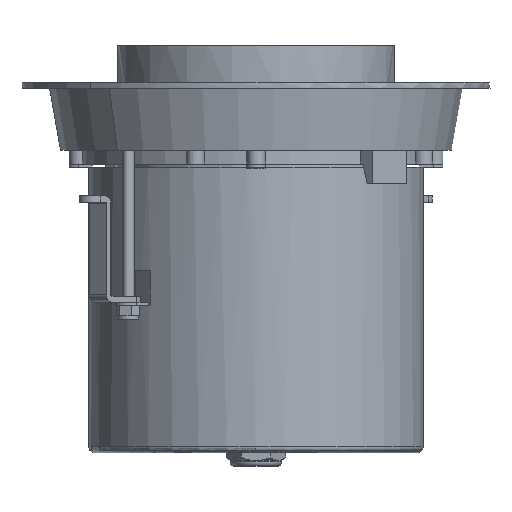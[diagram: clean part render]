
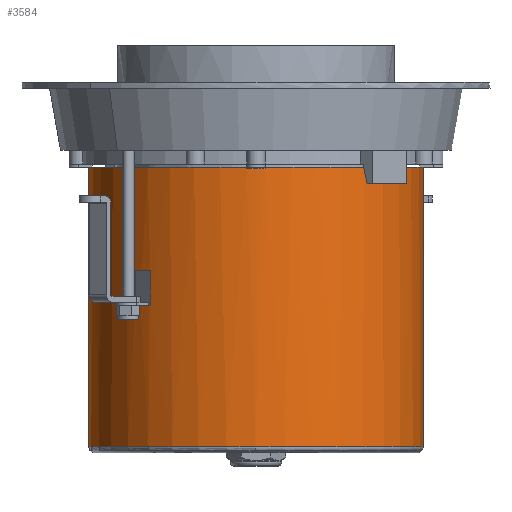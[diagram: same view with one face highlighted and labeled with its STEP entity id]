
A CAD part, front view. The second image highlights one B-rep face of the part: STEP entity #3584.
In plain terms, the highlighted cylindrical face has radius 55 mm (diameter 110 mm), a partial arc.
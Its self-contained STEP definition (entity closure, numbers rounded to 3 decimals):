
#899=CARTESIAN_POINT('',(0.,0.,-6.5));
#900=DIRECTION('',(0.,0.,1.));
#901=DIRECTION('',(1.,-0.005,0.));
#902=AXIS2_PLACEMENT_3D('',#899,#900,#901);
#904=CARTESIAN_POINT('',(0.,0.,-6.5));
#905=DIRECTION('',(0.,0.,1.));
#906=DIRECTION('',(0.999,-0.055,0.));
#907=AXIS2_PLACEMENT_3D('',#904,#905,#906);
#921=CARTESIAN_POINT('',(54.918,-3.,-6.5));
#923=DIRECTION('',(0.,0.,-1.));
#924=VECTOR('',#923,11.5);
#925=CARTESIAN_POINT('',(-34.807,-42.585,-40.));
#926=LINE('',#925,#924);
#927=DIRECTION('',(0.,0.,1.));
#928=VECTOR('',#927,11.5);
#929=CARTESIAN_POINT('',(-42.585,-34.807,-51.5));
#930=LINE('',#929,#928);
#931=DIRECTION('',(0.,0.,1.));
#932=VECTOR('',#931,0.5);
#933=CARTESIAN_POINT('',(-3.,-54.918,-6.5));
#934=LINE('',#933,#932);
#935=DIRECTION('',(0.,0.,-1.));
#936=VECTOR('',#935,0.5);
#937=CARTESIAN_POINT('',(3.,-54.918,-6.));
#938=LINE('',#937,#936);
#939=DIRECTION('',(0.,0.,1.));
#940=VECTOR('',#939,0.5);
#941=CARTESIAN_POINT('',(54.918,-3.,-6.5));
#942=LINE('',#941,#940);
#943=DIRECTION('',(0.,0.,-1.));
#944=VECTOR('',#943,91.5);
#945=CARTESIAN_POINT('',(55.,0.,-6.5));
#946=LINE('',#945,#944);
#947=DIRECTION('',(0.,0.,-1.));
#948=VECTOR('',#947,91.5);
#949=CARTESIAN_POINT('',(-55.,0.,-6.5));
#950=LINE('',#949,#948);
#951=DIRECTION('',(0.,0.,-1.));
#952=VECTOR('',#951,0.5);
#953=CARTESIAN_POINT('',(-54.918,-3.,-6.));
#954=LINE('',#953,#952);
#964=CARTESIAN_POINT('',(0.,0.,-51.5));
#965=DIRECTION('',(0.,0.,1.));
#966=DIRECTION('',(-0.654,-0.757,0.));
#967=AXIS2_PLACEMENT_3D('',#964,#965,#966);
#1009=CARTESIAN_POINT('',(0.,0.,-51.5));
#1010=DIRECTION('',(0.,0.,1.));
#1011=DIRECTION('',(-0.774,-0.633,0.));
#1012=AXIS2_PLACEMENT_3D('',#1009,#1010,#1011);
#1066=CARTESIAN_POINT('',(0.,0.,-51.5));
#1067=DIRECTION('',(0.,0.,1.));
#1068=DIRECTION('',(-0.757,-0.654,0.));
#1069=AXIS2_PLACEMENT_3D('',#1066,#1067,#1068);
#1155=CARTESIAN_POINT('',(0.,0.,-40.));
#1156=DIRECTION('',(0.,0.,-1.));
#1157=DIRECTION('',(-0.633,-0.774,0.));
#1158=AXIS2_PLACEMENT_3D('',#1155,#1156,#1157);
#1165=CARTESIAN_POINT('',(0.,0.,-6.));
#1166=DIRECTION('',(0.,0.,-1.));
#1167=DIRECTION('',(-0.055,-0.999,0.));
#1168=AXIS2_PLACEMENT_3D('',#1165,#1166,#1167);
#1272=CARTESIAN_POINT('',(0.,0.,-6.));
#1273=DIRECTION('',(0.,0.,-1.));
#1274=DIRECTION('',(0.999,-0.055,0.));
#1275=AXIS2_PLACEMENT_3D('',#1272,#1273,#1274);
#1277=CARTESIAN_POINT('',(3.,-54.918,-6.5));
#1291=CARTESIAN_POINT('',(0.,0.,-6.5));
#1292=DIRECTION('',(0.,0.,1.));
#1293=DIRECTION('',(0.001,-1.,0.));
#1294=AXIS2_PLACEMENT_3D('',#1291,#1292,#1293);
#1296=CARTESIAN_POINT('',(0.,0.,-6.5));
#1297=DIRECTION('',(0.,0.,1.));
#1298=DIRECTION('',(-0.055,-0.999,0.));
#1299=AXIS2_PLACEMENT_3D('',#1296,#1297,#1298);
#1313=CARTESIAN_POINT('',(-3.,-54.918,-6.5));
#1514=CARTESIAN_POINT('',(-54.918,-3.,-6.5));
#1528=CARTESIAN_POINT('',(0.,0.,-6.5));
#1529=DIRECTION('',(0.,0.,1.));
#1530=DIRECTION('',(-1.,0.,0.));
#1531=AXIS2_PLACEMENT_3D('',#1528,#1529,#1530);
#1811=CARTESIAN_POINT('',(0.,0.,-98.));
#1812=DIRECTION('',(0.,0.,-1.));
#1813=DIRECTION('',(1.,0.,0.));
#1814=AXIS2_PLACEMENT_3D('',#1811,#1812,#1813);
#1831=CARTESIAN_POINT('',(0.,0.,-98.));
#1832=DIRECTION('',(0.,0.,-1.));
#1833=DIRECTION('',(1.,-0.005,0.));
#1834=AXIS2_PLACEMENT_3D('',#1831,#1832,#1833);
#1916=VERTEX_POINT('',#1514);
#1918=CARTESIAN_POINT('',(-54.918,-3.,-6.));
#1920=VERTEX_POINT('',#1918);
#1990=VERTEX_POINT('',#921);
#1991=VERTEX_POINT('',#1277);
#1994=VERTEX_POINT('',#1313);
#2000=CARTESIAN_POINT('',(-3.,-54.918,-6.));
#2002=VERTEX_POINT('',#2000);
#2040=CARTESIAN_POINT('',(54.918,-3.,-6.));
#2042=VERTEX_POINT('',#2040);
#2045=CARTESIAN_POINT('',(3.,-54.918,-6.));
#2047=VERTEX_POINT('',#2045);
#2207=CARTESIAN_POINT('',(-42.585,-34.807,-40.));
#2209=VERTEX_POINT('',#2207);
#2211=CARTESIAN_POINT('',(-41.616,-35.959,-51.5));
#2212=VERTEX_POINT('',#2211);
#2217=CARTESIAN_POINT('',(-35.959,-41.616,-51.5));
#2218=VERTEX_POINT('',#2217);
#2225=CARTESIAN_POINT('',(-34.807,-42.585,-51.5));
#2227=VERTEX_POINT('',#2225);
#2232=CARTESIAN_POINT('',(-42.585,-34.807,-51.5));
#2234=VERTEX_POINT('',#2232);
#2236=CARTESIAN_POINT('',(-34.807,-42.585,-40.));
#2238=VERTEX_POINT('',#2236);
#2281=CARTESIAN_POINT('',(-55.,0.,-6.5));
#2282=CARTESIAN_POINT('',(-55.,0.,-98.));
#2283=VERTEX_POINT('',#2281);
#2284=VERTEX_POINT('',#2282);
#2285=CARTESIAN_POINT('',(55.,0.,-6.5));
#2286=CARTESIAN_POINT('',(55.,0.,-98.));
#2287=VERTEX_POINT('',#2285);
#2288=VERTEX_POINT('',#2286);
#2293=CARTESIAN_POINT('',(0.06,-55.,-6.5));
#2294=VERTEX_POINT('',#2293);
#2295=CARTESIAN_POINT('',(54.999,-0.297,-6.5));
#2296=VERTEX_POINT('',#2295);
#2313=CARTESIAN_POINT('',(54.999,-0.273,-98.));
#2315=VERTEX_POINT('',#2313);
#3538=CARTESIAN_POINT('',(0.,0.,5.));
#3539=DIRECTION('',(0.,0.,-1.));
#3540=DIRECTION('',(-1.,0.,0.));
#3541=AXIS2_PLACEMENT_3D('',#3538,#3539,#3540);
#3542=CYLINDRICAL_SURFACE('',#3541,55.);
#3544=ORIENTED_EDGE('',*,*,#3543,.F.);
#3546=ORIENTED_EDGE('',*,*,#3545,.F.);
#3548=ORIENTED_EDGE('',*,*,#3547,.T.);
#3550=ORIENTED_EDGE('',*,*,#3549,.T.);
#3552=ORIENTED_EDGE('',*,*,#3551,.F.);
#3554=ORIENTED_EDGE('',*,*,#3553,.F.);
#3555=ORIENTED_EDGE('',*,*,#3461,.F.);
#3556=ORIENTED_EDGE('',*,*,#3530,.T.);
#3557=ORIENTED_EDGE('',*,*,#3528,.T.);
#3558=ORIENTED_EDGE('',*,*,#3295,.T.);
#3560=ORIENTED_EDGE('',*,*,#3559,.T.);
#3562=ORIENTED_EDGE('',*,*,#3561,.T.);
#3563=ORIENTED_EDGE('',*,*,#3289,.F.);
#3565=ORIENTED_EDGE('',*,*,#3564,.T.);
#3567=ORIENTED_EDGE('',*,*,#3566,.F.);
#3568=EDGE_LOOP('',(#3544,#3546,#3548,#3550,#3552,#3554,#3555,#3556,#3557,#3558,
#3560,#3562,#3563,#3565,#3567));
#3569=FACE_OUTER_BOUND('',#3568,.F.);
#3571=ORIENTED_EDGE('',*,*,#3570,.T.);
#3573=ORIENTED_EDGE('',*,*,#3572,.F.);
#3575=ORIENTED_EDGE('',*,*,#3574,.T.);
#3577=ORIENTED_EDGE('',*,*,#3576,.F.);
#3579=ORIENTED_EDGE('',*,*,#3578,.T.);
#3581=ORIENTED_EDGE('',*,*,#3580,.T.);
#3582=EDGE_LOOP('',(#3571,#3573,#3575,#3577,#3579,#3581));
#3583=FACE_BOUND('',#3582,.F.);
#3584=ADVANCED_FACE('',(#3569,#3583),#3542,.T.);
#903=CIRCLE('',#902,55.);
#908=CIRCLE('',#907,55.);
#968=CIRCLE('',#967,55.);
#1013=CIRCLE('',#1012,55.);
#1070=CIRCLE('',#1069,55.);
#1159=CIRCLE('',#1158,55.);
#1169=CIRCLE('',#1168,55.);
#1276=CIRCLE('',#1275,55.);
#1295=CIRCLE('',#1294,55.);
#1300=CIRCLE('',#1299,55.);
#1532=CIRCLE('',#1531,55.);
#1815=CIRCLE('',#1814,55.);
#1835=CIRCLE('',#1834,55.);
#3289=EDGE_CURVE('',#2283,#2284,#950,.T.);
#3295=EDGE_CURVE('',#2287,#2288,#946,.T.);
#3461=EDGE_CURVE('',#1990,#2042,#942,.T.);
#3528=EDGE_CURVE('',#2296,#2287,#903,.T.);
#3530=EDGE_CURVE('',#1990,#2296,#908,.T.);
#3543=EDGE_CURVE('',#2002,#1920,#1169,.T.);
#3545=EDGE_CURVE('',#1994,#2002,#934,.T.);
#3547=EDGE_CURVE('',#1994,#2294,#1300,.T.);
#3549=EDGE_CURVE('',#2294,#1991,#1295,.T.);
#3551=EDGE_CURVE('',#2047,#1991,#938,.T.);
#3553=EDGE_CURVE('',#2042,#2047,#1276,.T.);
#3559=EDGE_CURVE('',#2288,#2315,#1815,.T.);
#3561=EDGE_CURVE('',#2315,#2284,#1835,.T.);
#3564=EDGE_CURVE('',#2283,#1916,#1532,.T.);
#3566=EDGE_CURVE('',#1920,#1916,#954,.T.);
#3570=EDGE_CURVE('',#2218,#2227,#968,.T.);
#3572=EDGE_CURVE('',#2238,#2227,#926,.T.);
#3574=EDGE_CURVE('',#2238,#2209,#1159,.T.);
#3576=EDGE_CURVE('',#2234,#2209,#930,.T.);
#3578=EDGE_CURVE('',#2234,#2212,#1013,.T.);
#3580=EDGE_CURVE('',#2212,#2218,#1070,.T.);
